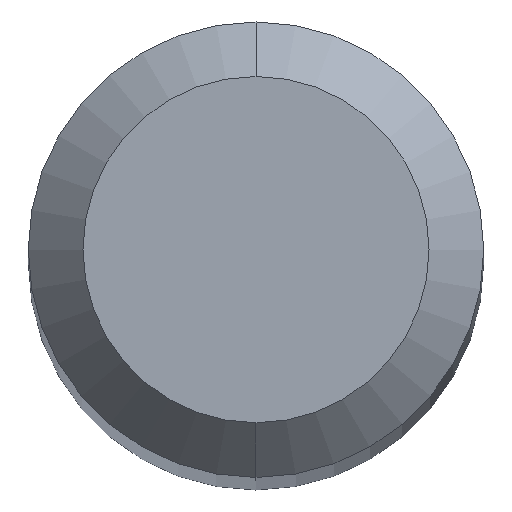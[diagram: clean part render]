
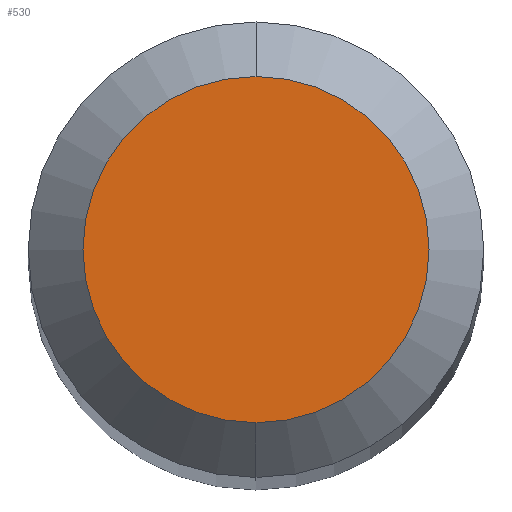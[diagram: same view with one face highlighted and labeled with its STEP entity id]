
A CAD part, top view. The second image highlights one B-rep face of the part: STEP entity #530.
In plain terms, the highlighted planar face has unit normal (0, 0, 1).
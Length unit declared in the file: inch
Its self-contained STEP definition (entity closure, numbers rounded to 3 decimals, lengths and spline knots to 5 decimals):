
#25 = DIRECTION ( 'NONE',  ( 0., 0., 1. ) ) ;
#33 = CARTESIAN_POINT ( 'NONE',  ( 0., -0.0475, 0. ) ) ;
#52 = PLANE ( 'NONE',  #324 ) ;
#54 = DIRECTION ( 'NONE',  ( 0., 0., -1. ) ) ;
#80 = EDGE_CURVE ( 'NONE', #548, #328, #447, .T. ) ;
#82 = CARTESIAN_POINT ( 'NONE',  ( 0., 0., 0. ) ) ;
#95 = FACE_OUTER_BOUND ( 'NONE', #390, .T. ) ;
#203 = DIRECTION ( 'NONE',  ( 0., 0., 1. ) ) ;
#244 = EDGE_CURVE ( 'NONE', #328, #548, #563, .T. ) ;
#299 = DIRECTION ( 'NONE',  ( 0., -1., 0. ) ) ;
#314 = ORIENTED_EDGE ( 'NONE', *, *, #80, .T. ) ;
#315 = AXIS2_PLACEMENT_3D ( 'NONE', #82, #203, #299 ) ;
#324 = AXIS2_PLACEMENT_3D ( 'NONE', #534, #54, #443 ) ;
#328 = VERTEX_POINT ( 'NONE', #349 ) ;
#332 = AXIS2_PLACEMENT_3D ( 'NONE', #477, #25, #436 ) ;
#349 = CARTESIAN_POINT ( 'NONE',  ( 0., 0.0475, 0. ) ) ;
#390 = EDGE_LOOP ( 'NONE', ( #501, #314 ) ) ;
#436 = DIRECTION ( 'NONE',  ( 0., -1., 0. ) ) ;
#443 = DIRECTION ( 'NONE',  ( 0., 1., 0. ) ) ;
#447 = CIRCLE ( 'NONE', #332, 0.0475 ) ;
#477 = CARTESIAN_POINT ( 'NONE',  ( 0., 0., 0. ) ) ;
#501 = ORIENTED_EDGE ( 'NONE', *, *, #244, .T. ) ;
#530 = ADVANCED_FACE ( 'NONE', ( #95 ), #52, .F. ) ;
#534 = CARTESIAN_POINT ( 'NONE',  ( 0., 0.0475, 0. ) ) ;
#548 = VERTEX_POINT ( 'NONE', #33 ) ;
#563 = CIRCLE ( 'NONE', #315, 0.0475 ) ;
